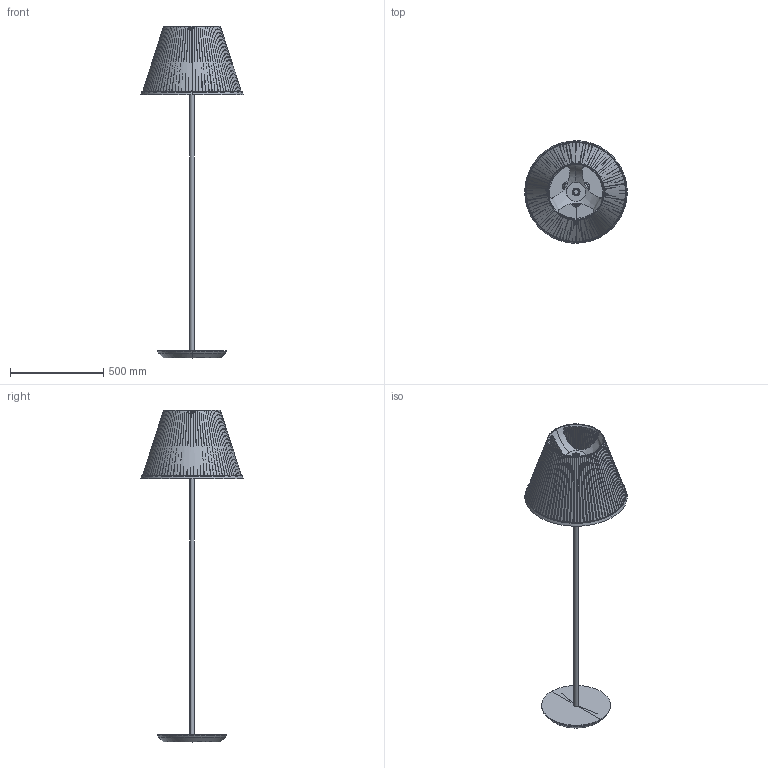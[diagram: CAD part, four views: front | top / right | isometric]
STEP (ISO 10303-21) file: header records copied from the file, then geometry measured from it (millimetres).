
FILE_DESCRIPTION(/* description */ (''),/* implementation_level */ '2;1');
FILE_NAME(/* name */ 'Choose_Mega_Terra_3D b',/* time_stamp */ '2011-10-27T16:55:26+02:00',/* author */ (''),/* organization */ (''),/* preprocessor_version */ 'ST-DEVELOPER v10',/* originating_system */ '',/* authorisation */ '');
FILE_SCHEMA (('CONFIG_CONTROL_DESIGN'));
Length unit declared in the file: millimetre
Products named in the file (1): 1
Bounding box: 549.55 x 549.55 x 1778.93 mm (x, y, z)
Volume: 3898758.4 mm3; surface area: 1518651.8 mm2
Topology: 4 solids, 12 shells, 364 faces, 1773 edges, 1320 vertices
Faces by surface type: bspline 364
Entity records: 22147 total; most frequent: CARTESIAN_POINT 13988, ORIENTED_EDGE 2286, EDGE_CURVE 1761, B_SPLINE_CURVE_WITH_KNOTS 1379, VERTEX_POINT 1320, EDGE_LOOP 368, ADVANCED_FACE 364, FACE_OUTER_BOUND 364
